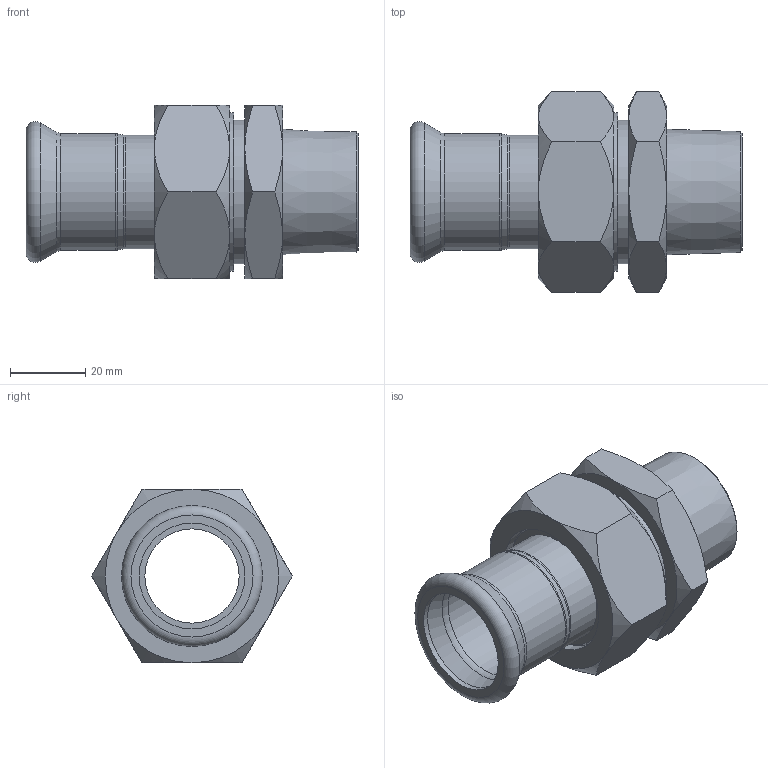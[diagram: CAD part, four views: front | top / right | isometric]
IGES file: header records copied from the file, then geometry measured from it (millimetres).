
Global section: file name: No Iges File Name specified; native system: Autodesk Inventor 2012; preprocessor: AutoDesk Inventor Iges Exporter R2012; author: aporro; date: 20130604.114242; units: millimetre
Bounding box: 88 x 53.12 x 46 mm (x, y, z)
Volume: 51352.3 mm3; surface area: 25349.8 mm2
Topology: 1 solids, 1 shells, 76 faces, 152 edges, 89 vertices
Faces by surface type: cone 30, plane 25, revolution 12, cylinder 6, torus 3
Full cylindrical faces by diameter (mm): 30 x1, 31 x1, 35 x2, 38 x1, 41.91 x1
